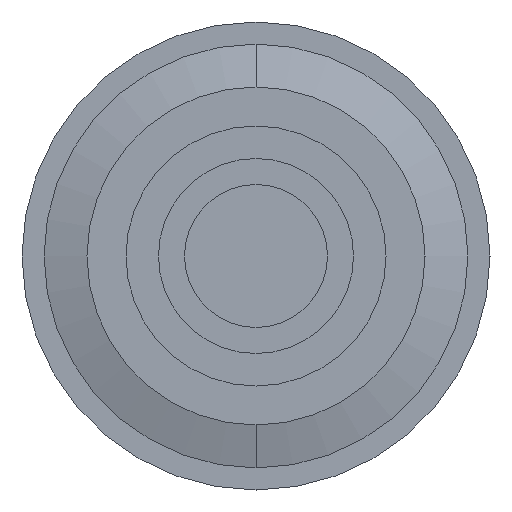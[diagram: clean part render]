
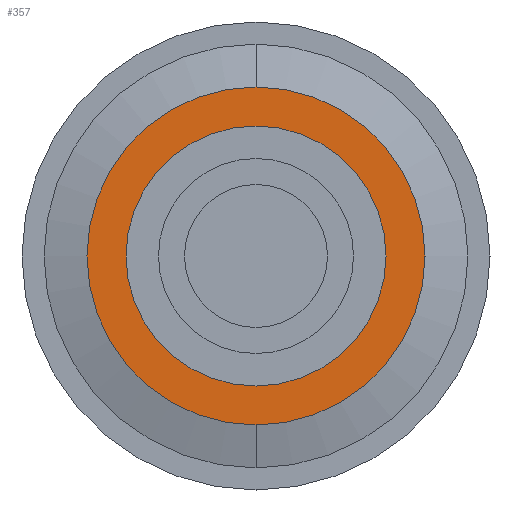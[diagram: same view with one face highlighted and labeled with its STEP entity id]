
A CAD part, front view. The second image highlights one B-rep face of the part: STEP entity #357.
In plain terms, the highlighted planar face has unit normal (0, -1, 0).
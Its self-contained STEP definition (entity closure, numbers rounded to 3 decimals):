
#34 = ORIENTED_EDGE ( 'NONE', *, *, #1184, .T. ) ;
#35 = ORIENTED_EDGE ( 'NONE', *, *, #1122, .T. ) ;
#36 = ORIENTED_EDGE ( 'NONE', *, *, #1183, .F. ) ;
#37 = ORIENTED_EDGE ( 'NONE', *, *, #1108, .F. ) ;
#196 = EDGE_LOOP ( 'NONE', ( #34, #35 ) ) ;
#203 = EDGE_LOOP ( 'NONE', ( #36, #37 ) ) ;
#268 = FACE_OUTER_BOUND ( 'NONE', #196, .T. ) ;
#271 = FACE_BOUND ( 'NONE', #203, .T. ) ;
#357 = ADVANCED_FACE ( 'NONE', ( #268, #271 ), #1364, .T. ) ;
#395 = AXIS2_PLACEMENT_3D ( 'NONE', #1363, #1366, #1367 ) ;
#439 = AXIS2_PLACEMENT_3D ( 'NONE', #546, #547, #548 ) ;
#448 = AXIS2_PLACEMENT_3D ( 'NONE', #579, #581, #582 ) ;
#486 = AXIS2_PLACEMENT_3D ( 'NONE', #737, #744, #745 ) ;
#487 = AXIS2_PLACEMENT_3D ( 'NONE', #740, #747, #748 ) ;
#546 = CARTESIAN_POINT ( 'NONE',  ( 0., 8., 0. ) ) ;
#547 = DIRECTION ( 'NONE',  ( 0., -1., 0. ) ) ;
#548 = DIRECTION ( 'NONE',  ( 0., 0., -1. ) ) ;
#579 = CARTESIAN_POINT ( 'NONE',  ( 0., 8., 0. ) ) ;
#581 = DIRECTION ( 'NONE',  ( 0., -1., 0. ) ) ;
#582 = DIRECTION ( 'NONE',  ( 0., 0., -1. ) ) ;
#737 = CARTESIAN_POINT ( 'NONE',  ( 0., 8., 0. ) ) ;
#740 = CARTESIAN_POINT ( 'NONE',  ( 0., 8., 0. ) ) ;
#744 = DIRECTION ( 'NONE',  ( 0., -1., 0. ) ) ;
#745 = DIRECTION ( 'NONE',  ( 0., 0., -1. ) ) ;
#747 = DIRECTION ( 'NONE',  ( 0., -1., 0. ) ) ;
#748 = DIRECTION ( 'NONE',  ( 0., 0., -1. ) ) ;
#786 = CARTESIAN_POINT ( 'NONE',  ( 0., 8., -13. ) ) ;
#790 = CARTESIAN_POINT ( 'NONE',  ( 0., 8., 10. ) ) ;
#797 = CARTESIAN_POINT ( 'NONE',  ( 0., 8., -10. ) ) ;
#798 = CARTESIAN_POINT ( 'NONE',  ( 0., 8., 13. ) ) ;
#862 = CIRCLE ( 'NONE', #439, 10. ) ;
#885 = CIRCLE ( 'NONE', #448, 13. ) ;
#964 = CIRCLE ( 'NONE', #486, 10. ) ;
#965 = CIRCLE ( 'NONE', #487, 13. ) ;
#1108 = EDGE_CURVE ( 'NONE', #1238, #1245, #862, .T. ) ;
#1122 = EDGE_CURVE ( 'NONE', #1246, #1234, #885, .T. ) ;
#1183 = EDGE_CURVE ( 'NONE', #1245, #1238, #964, .T. ) ;
#1184 = EDGE_CURVE ( 'NONE', #1234, #1246, #965, .T. ) ;
#1234 = VERTEX_POINT ( 'NONE', #786 ) ;
#1238 = VERTEX_POINT ( 'NONE', #790 ) ;
#1245 = VERTEX_POINT ( 'NONE', #797 ) ;
#1246 = VERTEX_POINT ( 'NONE', #798 ) ;
#1363 = CARTESIAN_POINT ( 'NONE',  ( 13., 8., 0. ) ) ;
#1364 = PLANE ( 'NONE',  #395 ) ;
#1366 = DIRECTION ( 'NONE',  ( 0., -1., 0. ) ) ;
#1367 = DIRECTION ( 'NONE',  ( 0., 0., -1. ) ) ;
